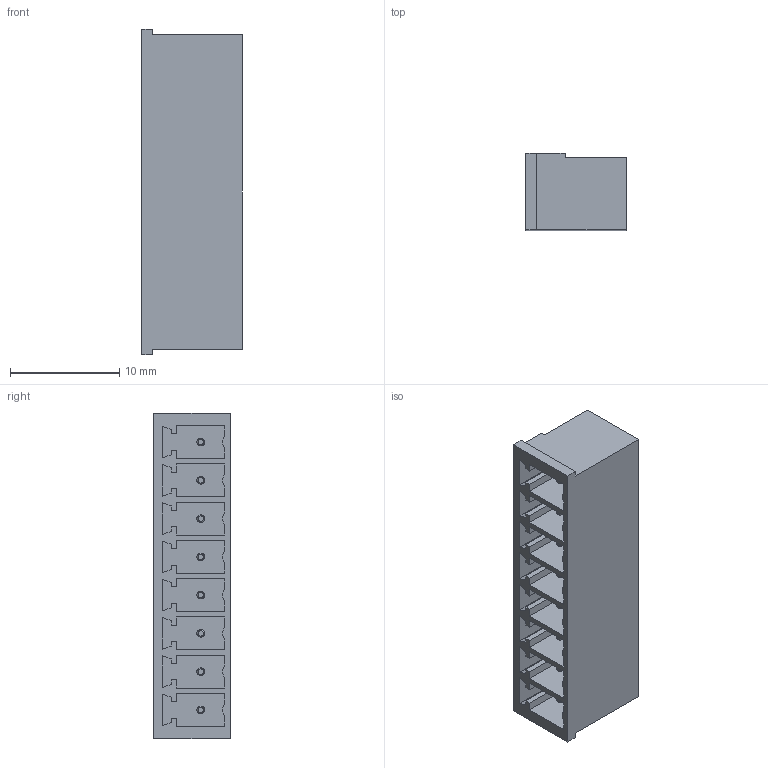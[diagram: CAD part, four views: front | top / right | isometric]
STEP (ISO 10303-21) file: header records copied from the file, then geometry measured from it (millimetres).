
FILE_DESCRIPTION (( 'STEP AP214' ), '1' );
FILE_NAME ('P-0348.STEP', '2018-06-05T13:52:42', ( '' ), ( '' ), 'SwSTEP 2.0', 'SolidWorks 2018', '' );
FILE_SCHEMA (( 'AUTOMOTIVE_DESIGN' ));
Length unit declared in the file: millimetre
Products named in the file (1): P-0348
Bounding box: 9.2 x 7 x 29.8 mm (x, y, z)
Volume: 936.1 mm3; surface area: 2261.6 mm2
Topology: 1 solids, 1 shells, 172 faces, 446 edges, 292 vertices
Faces by surface type: plane 132, cylinder 24, cone 16
Entity records: 5660 total; most frequent: CARTESIAN_POINT 911, ORIENTED_EDGE 892, DIRECTION 856, EDGE_CURVE 446, VECTOR 382, LINE 382, VERTEX_POINT 292, AXIS2_PLACEMENT_3D 237
